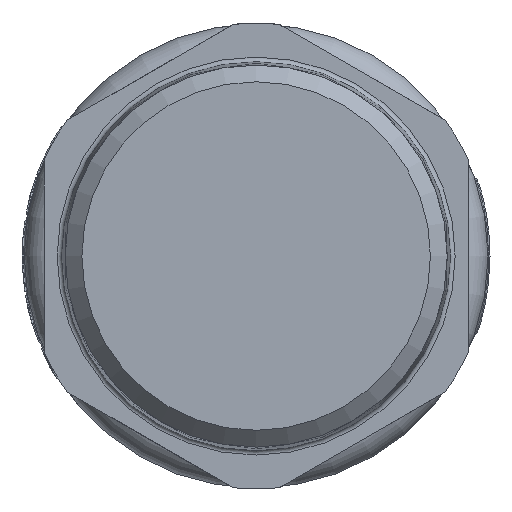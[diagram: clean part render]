
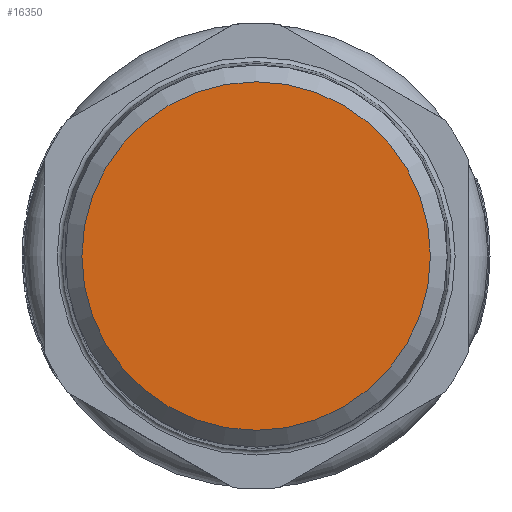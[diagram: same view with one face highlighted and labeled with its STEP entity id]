
A CAD part, left-side view. The second image highlights one B-rep face of the part: STEP entity #16350.
In plain terms, the highlighted planar face has unit normal (-1, 0, 0).
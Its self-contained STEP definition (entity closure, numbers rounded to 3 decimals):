
#3769=FACE_OUTER_BOUND('',#4642,.T.);
#4642=EDGE_LOOP('',(#14276,#14277));
#5423=CIRCLE('',#17789,18.898);
#5424=CIRCLE('',#17790,18.898);
#7091=VERTEX_POINT('',#34187);
#7092=VERTEX_POINT('',#34188);
#9499=EDGE_CURVE('',#7091,#7092,#5423,.T.);
#9500=EDGE_CURVE('',#7092,#7091,#5424,.T.);
#14276=ORIENTED_EDGE('',*,*,#9499,.T.);
#14277=ORIENTED_EDGE('',*,*,#9500,.T.);
#14723=PLANE('',#17788);
#16350=ADVANCED_FACE('',(#3769),#14723,.T.);
#17788=AXIS2_PLACEMENT_3D('',#34186,#21328,#21329);
#17789=AXIS2_PLACEMENT_3D('',#34189,#21330,#21331);
#17790=AXIS2_PLACEMENT_3D('',#34190,#21332,#21333);
#21328=DIRECTION('center_axis',(-1.,0.,0.));
#21329=DIRECTION('ref_axis',(0.,0.,1.));
#21330=DIRECTION('center_axis',(-1.,0.,0.));
#21331=DIRECTION('ref_axis',(0.,0.,-1.));
#21332=DIRECTION('center_axis',(-1.,0.,0.));
#21333=DIRECTION('ref_axis',(0.,0.,-1.));
#34186=CARTESIAN_POINT('Origin',(-37.661,0.,
-20.659));
#34187=CARTESIAN_POINT('',(-37.661,0.,-18.898));
#34188=CARTESIAN_POINT('',(-37.661,0.,18.898));
#34189=CARTESIAN_POINT('Origin',(-37.661,0.,
0.));
#34190=CARTESIAN_POINT('Origin',(-37.661,0.,
0.));
